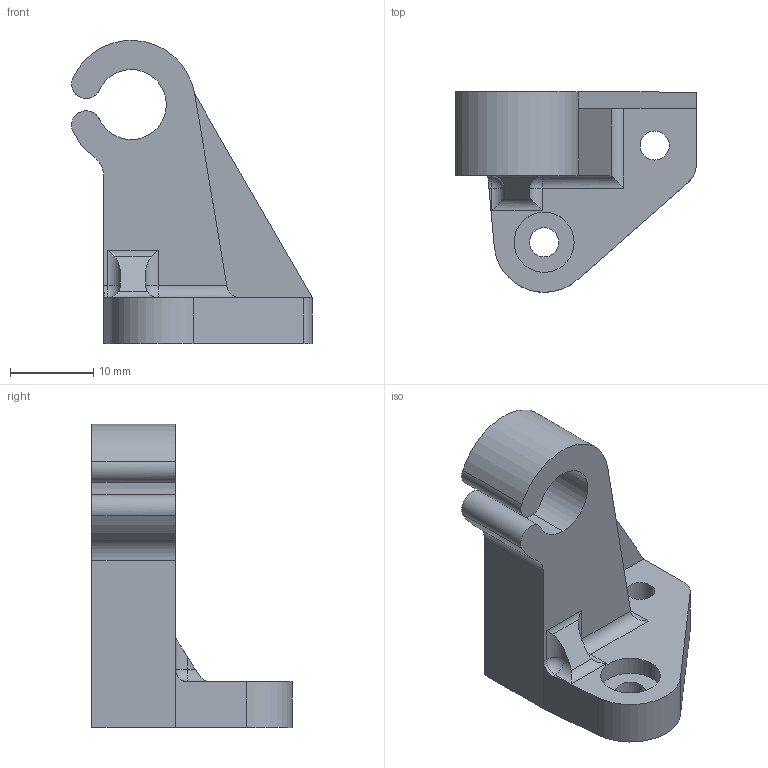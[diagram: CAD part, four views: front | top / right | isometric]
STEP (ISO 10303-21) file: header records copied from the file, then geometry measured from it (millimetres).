
FILE_DESCRIPTION (( 'STEP AP203' ), '1' );
FILE_NAME ('Upper_L.STEP', '2019-10-13T00:01:25', ( '' ), ( '' ), 'SwSTEP 2.0', 'SolidWorks 2018', '' );
FILE_SCHEMA (( 'CONFIG_CONTROL_DESIGN' ));
Length unit declared in the file: millimetre
Products named in the file (1): Upper_L
Bounding box: 28.85 x 23.99 x 36.34 mm (x, y, z)
Volume: 6247.2 mm3; surface area: 3294.7 mm2
Topology: 1 solids, 1 shells, 42 faces, 110 edges, 69 vertices
Faces by surface type: cylinder 23, plane 15, bspline 2, sphere 2
Entity records: 1510 total; most frequent: CARTESIAN_POINT 427, ORIENTED_EDGE 216, DIRECTION 206, EDGE_CURVE 108, AXIS2_PLACEMENT_3D 76, VERTEX_POINT 69, VECTOR 54, LINE 54
